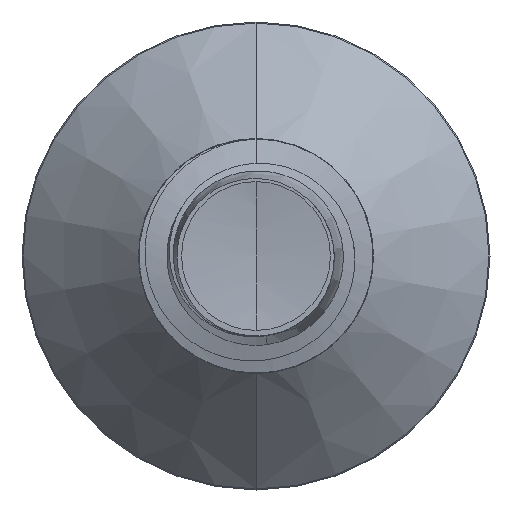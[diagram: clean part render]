
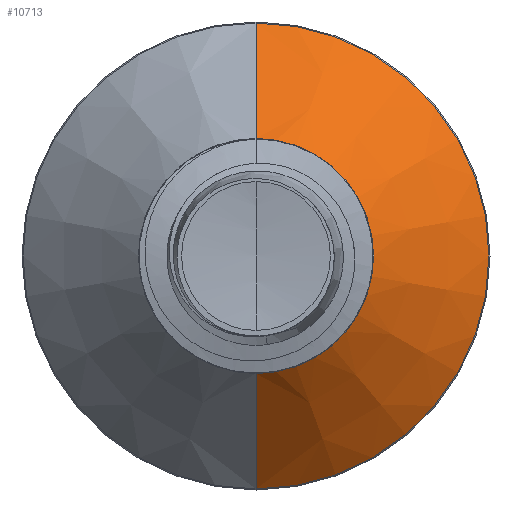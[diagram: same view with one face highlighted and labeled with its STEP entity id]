
A CAD part, front view. The second image highlights one B-rep face of the part: STEP entity #10713.
In plain terms, the highlighted conical face has half-angle 45 degrees and reference radius 1.256 mm.
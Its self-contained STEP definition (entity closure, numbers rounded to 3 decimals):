
#1059 = CARTESIAN_POINT ( 'NONE',  ( 0., 2.939, 0. ) ) ;
#1167 = ORIENTED_EDGE ( 'NONE', *, *, #3903, .F. ) ;
#1221 = CARTESIAN_POINT ( 'NONE',  ( 0., 1.706, -1.256 ) ) ;
#1393 = CARTESIAN_POINT ( 'NONE',  ( 0., 1.706, 1.256 ) ) ;
#1403 = DIRECTION ( 'NONE',  ( 0., 0., 1. ) ) ;
#1406 = DIRECTION ( 'NONE',  ( 0., 1., 0. ) ) ;
#1410 = CARTESIAN_POINT ( 'NONE',  ( 0., 2.939, -2.489 ) ) ;
#1646 = DIRECTION ( 'NONE',  ( 0., 1., 0. ) ) ;
#2252 = LINE ( 'NONE', #3795, #7218 ) ;
#2493 = EDGE_CURVE ( 'NONE', #9523, #7720, #2977, .T. ) ;
#2525 = AXIS2_PLACEMENT_3D ( 'NONE', #7891, #4532, #2792 ) ;
#2792 = DIRECTION ( 'NONE',  ( 0., 0., 1. ) ) ;
#2977 = CIRCLE ( 'NONE', #9934, 2.489 ) ;
#3196 = AXIS2_PLACEMENT_3D ( 'NONE', #7088, #1646, #7923 ) ;
#3795 = CARTESIAN_POINT ( 'NONE',  ( 0., 1.706, 1.256 ) ) ;
#3903 = EDGE_CURVE ( 'NONE', #5178, #9523, #2252, .T. ) ;
#4047 = LINE ( 'NONE', #7330, #6000 ) ;
#4199 = DIRECTION ( 'NONE',  ( 0., 0.707, 0.707 ) ) ;
#4240 = ORIENTED_EDGE ( 'NONE', *, *, #6349, .T. ) ;
#4532 = DIRECTION ( 'NONE',  ( 0., 1., 0. ) ) ;
#4814 = FACE_OUTER_BOUND ( 'NONE', #6878, .T. ) ;
#5178 = VERTEX_POINT ( 'NONE', #1393 ) ;
#5673 = DIRECTION ( 'NONE',  ( 0., 0.707, -0.707 ) ) ;
#6000 = VECTOR ( 'NONE', #5673, 1000. ) ;
#6349 = EDGE_CURVE ( 'NONE', #11146, #7720, #4047, .T. ) ;
#6485 = CONICAL_SURFACE ( 'NONE', #2525, 1.256, 0.785 ) ;
#6878 = EDGE_LOOP ( 'NONE', ( #9028, #4240, #8668, #1167 ) ) ;
#7088 = CARTESIAN_POINT ( 'NONE',  ( 0., 1.706, 0. ) ) ;
#7218 = VECTOR ( 'NONE', #4199, 1000. ) ;
#7330 = CARTESIAN_POINT ( 'NONE',  ( 0., 1.706, -1.256 ) ) ;
#7503 = CARTESIAN_POINT ( 'NONE',  ( 0., 2.939, 2.489 ) ) ;
#7720 = VERTEX_POINT ( 'NONE', #1410 ) ;
#7891 = CARTESIAN_POINT ( 'NONE',  ( 0., 1.706, 0. ) ) ;
#7923 = DIRECTION ( 'NONE',  ( 0., 0., 1. ) ) ;
#8668 = ORIENTED_EDGE ( 'NONE', *, *, #2493, .F. ) ;
#8731 = CIRCLE ( 'NONE', #3196, 1.256 ) ;
#9028 = ORIENTED_EDGE ( 'NONE', *, *, #10724, .T. ) ;
#9523 = VERTEX_POINT ( 'NONE', #7503 ) ;
#9934 = AXIS2_PLACEMENT_3D ( 'NONE', #1059, #1406, #1403 ) ;
#10713 = ADVANCED_FACE ( 'NONE', ( #4814 ), #6485, .T. ) ;
#10724 = EDGE_CURVE ( 'NONE', #5178, #11146, #8731, .T. ) ;
#11146 = VERTEX_POINT ( 'NONE', #1221 ) ;
